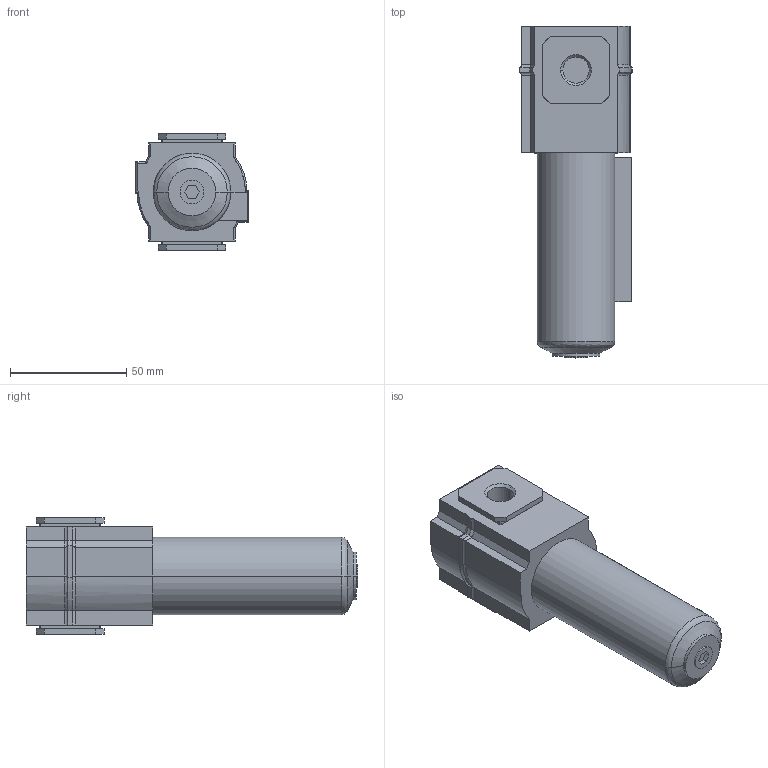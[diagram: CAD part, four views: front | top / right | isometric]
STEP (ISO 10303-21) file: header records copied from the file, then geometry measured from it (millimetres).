
FILE_DESCRIPTION (( 'STEP AP214' ), '1' );
FILE_NAME ('Norgren-F72V-2AN-ECC.step', '2019-03-03T04:22:49', ( '' ), ( '' ), 'SwSTEP 2.0', 'SolidWorks 2019', '' );
FILE_SCHEMA (( 'AUTOMOTIVE_DESIGN' ));
Length unit declared in the file: millimetre
Products named in the file (3): Norgren-F72V-2AN-ECC_F72_ss_07V; Norgren-F72V-2AN-ECC; Norgren-F72V-2AN-ECC_F72_ss_41_1-4
Assembly tree (2 placements, depth 2):
  Norgren-F72V-2AN-ECC
    Norgren-F72V-2AN-ECC_F72_ss_41_1-4
    Norgren-F72V-2AN-ECC_F72_ss_07V
Bounding box: 48.4 x 142.99 x 50.25 mm (x, y, z)
Volume: 181952 mm3; surface area: 27193.3 mm2
Topology: 2 solids, 2 shells, 143 faces, 350 edges, 217 vertices
Faces by surface type: plane 91, cylinder 28, bspline 18, cone 6
Entity records: 5562 total; most frequent: CARTESIAN_POINT 1268, ORIENTED_EDGE 700, DIRECTION 601, EDGE_CURVE 350, VECTOR 261, LINE 261, VERTEX_POINT 217, AXIS2_PLACEMENT_3D 170
